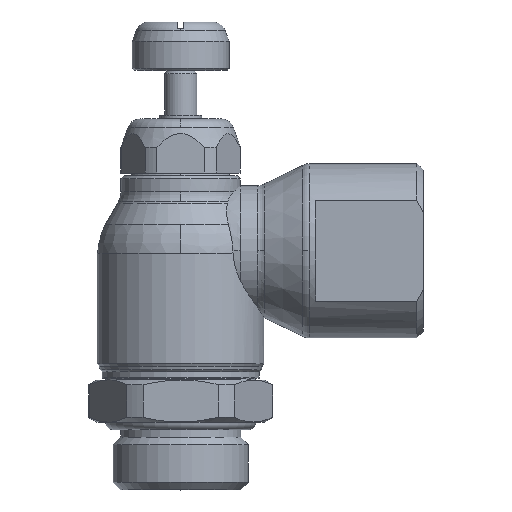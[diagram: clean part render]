
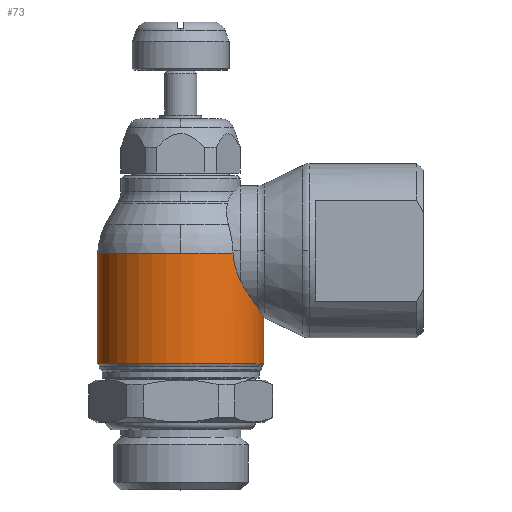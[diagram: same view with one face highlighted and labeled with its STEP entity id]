
A CAD part, top view. The second image highlights one B-rep face of the part: STEP entity #73.
In plain terms, the highlighted cylindrical face has radius 12.9 mm (diameter 25.8 mm), a partial arc.
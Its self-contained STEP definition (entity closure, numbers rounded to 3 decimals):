
#73=ADVANCED_FACE('',(#256),#257,.T.);
#256=FACE_OUTER_BOUND('',#577,.T.);
#257=CYLINDRICAL_SURFACE('',#578,12.9);
#577=EDGE_LOOP('',(#1049,#1050,#1051,#1052,#1053,#1054,#1055,#1056));
#578=AXIS2_PLACEMENT_3D('',#1057,#1058,#1059);
#1049=ORIENTED_EDGE('',*,*,#2175,.F.);
#1050=ORIENTED_EDGE('',*,*,#2116,.T.);
#1051=ORIENTED_EDGE('',*,*,#2176,.F.);
#1052=ORIENTED_EDGE('',*,*,#2177,.T.);
#1053=ORIENTED_EDGE('',*,*,#2178,.T.);
#1054=ORIENTED_EDGE('',*,*,#2179,.T.);
#1055=ORIENTED_EDGE('',*,*,#2165,.F.);
#1056=ORIENTED_EDGE('',*,*,#2180,.F.);
#1057=CARTESIAN_POINT('',(0.0,17.604,0.0));
#1058=DIRECTION('',(0.0,1.0,0.0));
#1059=DIRECTION('',(-1.0,0.0,0.0));
#2116=EDGE_CURVE('',#2530,#2534,#2536,.T.);
#2165=EDGE_CURVE('',#2621,#2624,#2625,.T.);
#2175=EDGE_CURVE('',#2530,#2640,#2641,.T.);
#2176=EDGE_CURVE('',#2642,#2534,#2643,.T.);
#2177=EDGE_CURVE('',#2642,#2644,#2645,.T.);
#2178=EDGE_CURVE('',#2644,#2646,#2647,.T.);
#2179=EDGE_CURVE('',#2646,#2624,#2648,.T.);
#2180=EDGE_CURVE('',#2640,#2621,#2649,.T.);
#2530=VERTEX_POINT('',#3180);
#2534=VERTEX_POINT('',#3185);
#2536=CIRCLE('',#3188,12.9);
#2621=VERTEX_POINT('',#3365);
#2624=VERTEX_POINT('',#3368);
#2625=CIRCLE('',#3369,12.9);
#2640=VERTEX_POINT('',#3432);
#2641=LINE('',#3433,#3434);
#2642=VERTEX_POINT('',#3435);
#2643=LINE('',#3436,#3437);
#2644=VERTEX_POINT('',#3438);
#2645=B_SPLINE_CURVE_WITH_KNOTS('',3,(#3439,#3440,#3441,#3442,#3443,#3444,#3445,#3446,#3447,#3448,#3449,#3450,#3451,#3452),.UNSPECIFIED.,.F.,.F.,(4,2,2,2,2,2,4),(0.0,3.273,4.604,5.542,6.636,9.018,10.509),.UNSPECIFIED.);
#2646=VERTEX_POINT('',#3453);
#2647=B_SPLINE_CURVE_WITH_KNOTS('',3,(#3454,#3455,#3456,#3457,#3458,#3459,#3460,#3461,#3462,#3463,#3464,#3465),.UNSPECIFIED.,.F.,.F.,(4,2,2,2,2,4),(17.566,19.25,20.934,22.799,24.665,26.53),.UNSPECIFIED.);
#2648=B_SPLINE_CURVE_WITH_KNOTS('',3,(#3466,#3467,#3468,#3469,#3470,#3471,#3472,#3473,#3474,#3475,#3476,#3477,#3478,#3479,#3480,#3481,#3482,#3483,#3484,#3485,#3486,#3487,#3488,#3489,#3490,#3491,#3492,#3493,#3494,#3495,#3496,#3497,#3498,#3499,#3500,#3501,#3502,#3503,#3504,#3505,#3506,#3507,#3508,#3509,#3510,#3511,#3512,#3513,#3514,#3515),.UNSPECIFIED.,.F.,.F.,(4,2,2,2,2,2,2,2,2,2,2,2,2,2,2,2,2,2,2,2,2,2,2,2,4),(0.557,2.178,3.798,5.418,7.038,7.888,8.738,9.588,10.438,11.877,13.316,14.755,16.194,17.634,19.073,20.512,21.951,22.801,23.651,24.501,25.351,26.971,28.591,30.211,31.831),.UNSPECIFIED.);
#2649=CIRCLE('',#3516,12.9);
#3180=CARTESIAN_POINT('',(-12.9,9.075,0.0));
#3185=CARTESIAN_POINT('',(12.9,9.075,0.));
#3188=AXIS2_PLACEMENT_3D('',#4643,#4644,#4645);
#3365=CARTESIAN_POINT('',(0.,26.134,12.9));
#3368=CARTESIAN_POINT('',(8.115,26.134,10.028));
#3369=AXIS2_PLACEMENT_3D('',#4728,#4729,#4730);
#3432=CARTESIAN_POINT('',(-12.9,26.134,0.));
#3433=CARTESIAN_POINT('',(-12.9,17.604,0.));
#3434=VECTOR('',#4742,1.0);
#3435=CARTESIAN_POINT('',(12.9,16.203,0.));
#3436=CARTESIAN_POINT('',(12.9,17.604,0.));
#3437=VECTOR('',#4743,1.0);
#3438=CARTESIAN_POINT('',(11.95,17.685,4.859));
#3439=CARTESIAN_POINT('',(11.95,17.685,-4.859));
#3440=CARTESIAN_POINT('',(12.316,17.191,-3.958));
#3441=CARTESIAN_POINT('',(12.593,16.732,-2.991));
#3442=CARTESIAN_POINT('',(12.817,16.349,-1.521));
#3443=CARTESIAN_POINT('',(12.862,16.271,-1.088));
#3444=CARTESIAN_POINT('',(12.899,16.204,-0.335));
#3445=CARTESIAN_POINT('',(12.904,16.196,-0.024));
#3446=CARTESIAN_POINT('',(12.889,16.223,0.654));
#3447=CARTESIAN_POINT('',(12.865,16.265,1.013));
#3448=CARTESIAN_POINT('',(12.744,16.476,2.147));
#3449=CARTESIAN_POINT('',(12.594,16.733,2.887));
#3450=CARTESIAN_POINT('',(12.264,17.243,4.027));
#3451=CARTESIAN_POINT('',(12.117,17.461,4.449));
#3452=CARTESIAN_POINT('',(11.95,17.685,4.859));
#3453=CARTESIAN_POINT('',(9.25,21.94,8.992));
#3454=CARTESIAN_POINT('',(12.445,17.028,3.396));
#3455=CARTESIAN_POINT('',(12.296,17.222,3.94));
#3456=CARTESIAN_POINT('',(12.115,17.462,4.462));
#3457=CARTESIAN_POINT('',(11.712,18.007,5.432));
#3458=CARTESIAN_POINT('',(11.491,18.312,5.881));
#3459=CARTESIAN_POINT('',(11.018,18.987,6.729));
#3460=CARTESIAN_POINT('',(10.744,19.389,7.157));
#3461=CARTESIAN_POINT('',(10.177,20.272,7.942));
#3462=CARTESIAN_POINT('',(9.885,20.753,8.299));
#3463=CARTESIAN_POINT('',(9.322,21.776,8.926));
#3464=CARTESIAN_POINT('',(9.053,22.319,9.196));
#3465=CARTESIAN_POINT('',(8.819,22.882,9.414));
#3466=CARTESIAN_POINT('',(8.106,26.54,-10.035));
#3467=CARTESIAN_POINT('',(8.106,26.,-10.035));
#3468=CARTESIAN_POINT('',(8.155,25.446,-9.996));
#3469=CARTESIAN_POINT('',(8.349,24.351,-9.835));
#3470=CARTESIAN_POINT('',(8.494,23.81,-9.712));
#3471=CARTESIAN_POINT('',(8.857,22.777,-9.382));
#3472=CARTESIAN_POINT('',(9.074,22.284,-9.175));
#3473=CARTESIAN_POINT('',(9.54,21.37,-8.69));
#3474=CARTESIAN_POINT('',(9.788,20.949,-8.411));
#3475=CARTESIAN_POINT('',(10.159,20.374,-7.953));
#3476=CARTESIAN_POINT('',(10.294,20.175,-7.778));
#3477=CARTESIAN_POINT('',(10.568,19.788,-7.401));
#3478=CARTESIAN_POINT('',(10.708,19.6,-7.199));
#3479=CARTESIAN_POINT('',(10.982,19.244,-6.773));
#3480=CARTESIAN_POINT('',(11.116,19.076,-6.551));
#3481=CARTESIAN_POINT('',(11.371,18.766,-6.097));
#3482=CARTESIAN_POINT('',(11.492,18.624,-5.866));
#3483=CARTESIAN_POINT('',(11.79,18.282,-5.253));
#3484=CARTESIAN_POINT('',(11.971,18.082,-4.831));
#3485=CARTESIAN_POINT('',(12.295,17.735,-3.933));
#3486=CARTESIAN_POINT('',(12.438,17.587,-3.458));
#3487=CARTESIAN_POINT('',(12.669,17.351,-2.481));
#3488=CARTESIAN_POINT('',(12.757,17.264,-1.979));
#3489=CARTESIAN_POINT('',(12.873,17.149,-0.978));
#3490=CARTESIAN_POINT('',(12.9,17.123,-0.48));
#3491=CARTESIAN_POINT('',(12.9,17.123,0.48));
#3492=CARTESIAN_POINT('',(12.873,17.149,0.978));
#3493=CARTESIAN_POINT('',(12.757,17.264,1.979));
#3494=CARTESIAN_POINT('',(12.669,17.351,2.481));
#3495=CARTESIAN_POINT('',(12.438,17.587,3.458));
#3496=CARTESIAN_POINT('',(12.295,17.735,3.933));
#3497=CARTESIAN_POINT('',(11.971,18.082,4.831));
#3498=CARTESIAN_POINT('',(11.79,18.282,5.253));
#3499=CARTESIAN_POINT('',(11.492,18.624,5.866));
#3500=CARTESIAN_POINT('',(11.371,18.766,6.097));
#3501=CARTESIAN_POINT('',(11.116,19.076,6.551));
#3502=CARTESIAN_POINT('',(10.982,19.244,6.773));
#3503=CARTESIAN_POINT('',(10.708,19.6,7.199));
#3504=CARTESIAN_POINT('',(10.568,19.788,7.401));
#3505=CARTESIAN_POINT('',(10.294,20.175,7.778));
#3506=CARTESIAN_POINT('',(10.159,20.374,7.953));
#3507=CARTESIAN_POINT('',(9.788,20.949,8.411));
#3508=CARTESIAN_POINT('',(9.54,21.37,8.69));
#3509=CARTESIAN_POINT('',(9.074,22.284,9.175));
#3510=CARTESIAN_POINT('',(8.857,22.777,9.382));
#3511=CARTESIAN_POINT('',(8.494,23.81,9.712));
#3512=CARTESIAN_POINT('',(8.349,24.351,9.835));
#3513=CARTESIAN_POINT('',(8.155,25.446,9.996));
#3514=CARTESIAN_POINT('',(8.106,26.,10.035));
#3515=CARTESIAN_POINT('',(8.106,26.54,10.035));
#3516=AXIS2_PLACEMENT_3D('',#4744,#4745,#4746);
#4643=CARTESIAN_POINT('',(0.0,9.075,0.0));
#4644=DIRECTION('',(0.0,1.0,0.0));
#4645=DIRECTION('',(-1.0,0.0,0.0));
#4728=CARTESIAN_POINT('',(0.0,26.134,0.0));
#4729=DIRECTION('',(0.0,1.0,0.0));
#4730=DIRECTION('',(-1.0,0.0,0.0));
#4742=DIRECTION('',(0.0,1.0,0.0));
#4743=DIRECTION('',(-0.0,-1.0,-0.0));
#4744=CARTESIAN_POINT('',(0.0,26.134,0.0));
#4745=DIRECTION('',(0.0,1.0,0.0));
#4746=DIRECTION('',(-1.0,0.0,0.0));
